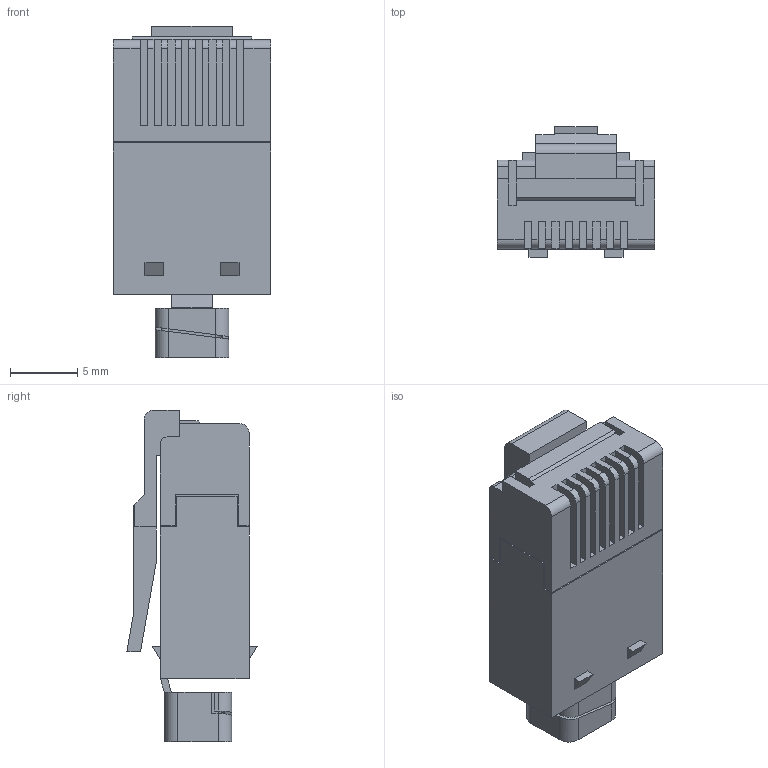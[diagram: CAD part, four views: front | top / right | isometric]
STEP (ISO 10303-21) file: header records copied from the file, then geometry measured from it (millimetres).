
FILE_DESCRIPTION(('CoCreate Modeling STEP Export'),'2;1');
FILE_NAME('CX 8 JM.stp','2009-07-13T10:30:09',(''),(''),'CoCreate Modeling STEP processor for AP214 (Solid Model)','CoCreate Modeling 16.00A 16-Aug-2008 (C) Parametric Technology GmbH','');
FILE_SCHEMA(('AUTOMOTIVE_DESIGN { 1 0 10303 214 1 1 1 1 }'));
Length unit declared in the file: millimetre
Products named in the file (2): CX_8_JM
Assembly tree (1 placements, depth 2):
  CX_8_JM
    CX_8_JM
Bounding box: 11.7 x 9.7 x 24.7 mm (x, y, z)
Volume: 1347.9 mm3; surface area: 1602 mm2
Topology: 1 solids, 1 shells, 172 faces, 492 edges, 326 vertices
Faces by surface type: plane 146, cylinder 26
Entity records: 6687 total; most frequent: ORIENTED_EDGE 984, CARTESIAN_POINT 931, DIRECTION 801, EDGE_CURVE 492, VECTOR 409, LINE 409, VERTEX_POINT 326, AXIS2_PLACEMENT_3D 196
